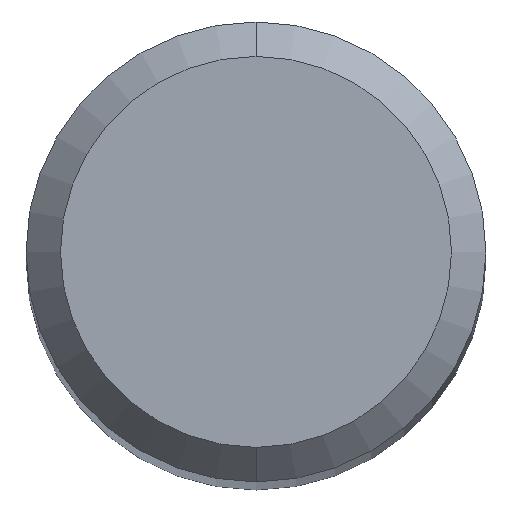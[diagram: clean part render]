
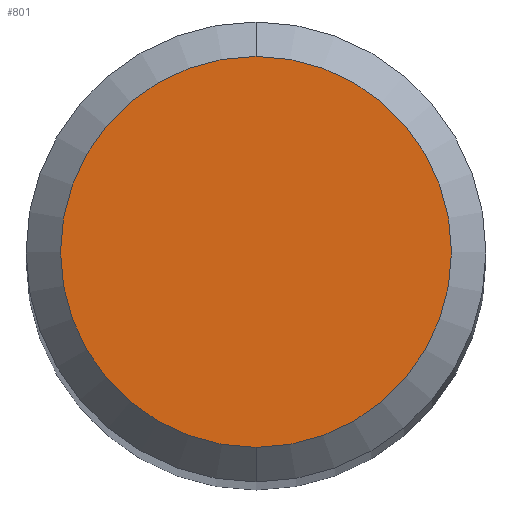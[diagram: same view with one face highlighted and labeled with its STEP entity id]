
A CAD part, top view. The second image highlights one B-rep face of the part: STEP entity #801.
In plain terms, the highlighted planar face has unit normal (0, 0, 1).
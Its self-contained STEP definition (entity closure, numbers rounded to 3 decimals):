
#595=VERTEX_POINT('',#1293);
#645=EDGE_CURVE('',#663,#595,#1346,.T.);
#663=VERTEX_POINT('',#1366);
#801=ADVANCED_FACE('',(#1518),#1519,.T.);
#1003=EDGE_CURVE('',#595,#663,#1741,.T.);
#1293=CARTESIAN_POINT('',(0.,-1.7,0.0));
#1346=CIRCLE('',#3196,1.7);
#1366=CARTESIAN_POINT('',(0.0,1.7,0.0));
#1518=FACE_OUTER_BOUND('',#4104,.T.);
#1519=PLANE('',#4105);
#1741=CIRCLE('',#5235,1.7);
#3196=AXIS2_PLACEMENT_3D('',#5563,#5564,#5565);
#4104=EDGE_LOOP('',(#5762,#5763));
#4105=AXIS2_PLACEMENT_3D('',#5764,#5765,#5766);
#5235=AXIS2_PLACEMENT_3D('',#5995,#5996,#5997);
#5563=CARTESIAN_POINT('',(0.0,0.0,0.0));
#5564=DIRECTION('',(0.0,0.0,-1.0));
#5565=DIRECTION('',(0.0,1.0,0.0));
#5762=ORIENTED_EDGE('',*,*,#645,.F.);
#5763=ORIENTED_EDGE('',*,*,#1003,.F.);
#5764=CARTESIAN_POINT('',(0.0,0.85,0.0));
#5765=DIRECTION('',(-0.0,0.0,1.0));
#5766=DIRECTION('',(0.0,-1.0,0.0));
#5995=CARTESIAN_POINT('',(0.0,0.0,0.0));
#5996=DIRECTION('',(0.0,0.0,-1.0));
#5997=DIRECTION('',(0.0,1.0,0.0));
